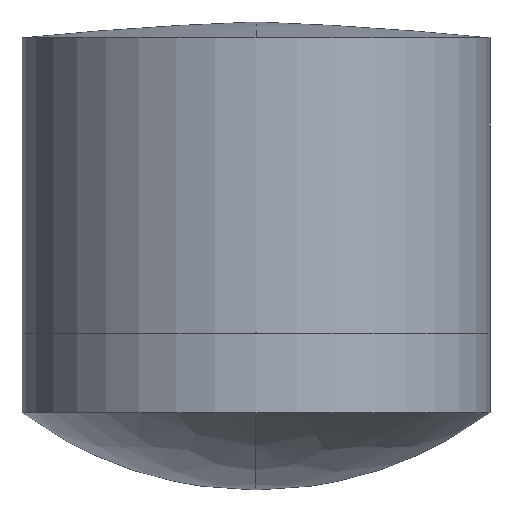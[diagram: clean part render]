
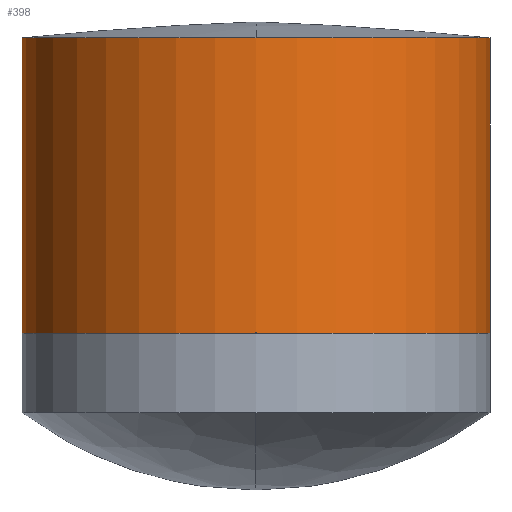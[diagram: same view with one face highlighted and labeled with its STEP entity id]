
A CAD part, front view. The second image highlights one B-rep face of the part: STEP entity #398.
In plain terms, the highlighted cylindrical face has radius 1 mm (diameter 2 mm), a partial arc.
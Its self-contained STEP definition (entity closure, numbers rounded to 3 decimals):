
#3 = EDGE_CURVE ( 'NONE', #271, #346, #7, .T. ) ;
#5 = CIRCLE ( 'NONE', #80, 1. ) ;
#7 = CIRCLE ( 'NONE', #145, 1. ) ;
#27 = CIRCLE ( 'NONE', #230, 1. ) ;
#40 = DIRECTION ( 'NONE',  ( 1., 0., 0. ) ) ;
#44 = EDGE_CURVE ( 'NONE', #346, #342, #353, .T. ) ;
#65 = DIRECTION ( 'NONE',  ( 0., 0., -1. ) ) ;
#78 = CARTESIAN_POINT ( 'NONE',  ( -1., 0., 1.932 ) ) ;
#80 = AXIS2_PLACEMENT_3D ( 'NONE', #89, #399, #100 ) ;
#87 = AXIS2_PLACEMENT_3D ( 'NONE', #500, #351, #40 ) ;
#89 = CARTESIAN_POINT ( 'NONE',  ( 0., 0., 1.932 ) ) ;
#96 = EDGE_CURVE ( 'NONE', #186, #406, #5, .T. ) ;
#100 = DIRECTION ( 'NONE',  ( 1., 0., 0. ) ) ;
#104 = ORIENTED_EDGE ( 'NONE', *, *, #96, .T. ) ;
#105 = ORIENTED_EDGE ( 'NONE', *, *, #326, .T. ) ;
#123 = DIRECTION ( 'NONE',  ( 0., 0., 1. ) ) ;
#145 = AXIS2_PLACEMENT_3D ( 'NONE', #382, #123, #237 ) ;
#186 = VERTEX_POINT ( 'NONE', #445 ) ;
#193 = DIRECTION ( 'NONE',  ( 1., 0., 0. ) ) ;
#195 = FACE_OUTER_BOUND ( 'NONE', #492, .T. ) ;
#199 = VERTEX_POINT ( 'NONE', #409 ) ;
#217 = DIRECTION ( 'NONE',  ( 0., 0., 1. ) ) ;
#226 = ORIENTED_EDGE ( 'NONE', *, *, #502, .F. ) ;
#230 = AXIS2_PLACEMENT_3D ( 'NONE', #329, #65, #417 ) ;
#237 = DIRECTION ( 'NONE',  ( 1., 0., 0. ) ) ;
#266 = ORIENTED_EDGE ( 'NONE', *, *, #3, .T. ) ;
#267 = DIRECTION ( 'NONE',  ( 0., 0., 1. ) ) ;
#271 = VERTEX_POINT ( 'NONE', #378 ) ;
#293 = VECTOR ( 'NONE', #217, 1000. ) ;
#306 = LINE ( 'NONE', #496, #335 ) ;
#326 = EDGE_CURVE ( 'NONE', #199, #186, #27, .T. ) ;
#329 = CARTESIAN_POINT ( 'NONE',  ( 0., 0., 1.932 ) ) ;
#334 = CARTESIAN_POINT ( 'NONE',  ( 1., 0., 0.67 ) ) ;
#335 = VECTOR ( 'NONE', #267, 1000. ) ;
#342 = VERTEX_POINT ( 'NONE', #411 ) ;
#345 = CYLINDRICAL_SURFACE ( 'NONE', #501, 1. ) ;
#346 = VERTEX_POINT ( 'NONE', #477 ) ;
#349 = EDGE_CURVE ( 'NONE', #342, #199, #407, .T. ) ;
#351 = DIRECTION ( 'NONE',  ( 0., 0., 1. ) ) ;
#353 = CIRCLE ( 'NONE', #87, 1. ) ;
#367 = ORIENTED_EDGE ( 'NONE', *, *, #349, .T. ) ;
#371 = ORIENTED_EDGE ( 'NONE', *, *, #44, .T. ) ;
#378 = CARTESIAN_POINT ( 'NONE',  ( -1., 0., 0.67 ) ) ;
#382 = CARTESIAN_POINT ( 'NONE',  ( 0., 0., 0.67 ) ) ;
#384 = DIRECTION ( 'NONE',  ( 0., 0., 1. ) ) ;
#398 = ADVANCED_FACE ( 'NONE', ( #195 ), #345, .T. ) ;
#399 = DIRECTION ( 'NONE',  ( 0., 0., -1. ) ) ;
#406 = VERTEX_POINT ( 'NONE', #78 ) ;
#407 = LINE ( 'NONE', #334, #293 ) ;
#409 = CARTESIAN_POINT ( 'NONE',  ( 1., 0., 1.932 ) ) ;
#411 = CARTESIAN_POINT ( 'NONE',  ( 1., 0., 0.67 ) ) ;
#417 = DIRECTION ( 'NONE',  ( 1., 0., 0. ) ) ;
#420 = CARTESIAN_POINT ( 'NONE',  ( 0., 0., 0.67 ) ) ;
#445 = CARTESIAN_POINT ( 'NONE',  ( 0., -1., 1.932 ) ) ;
#477 = CARTESIAN_POINT ( 'NONE',  ( 0., -1., 0.67 ) ) ;
#492 = EDGE_LOOP ( 'NONE', ( #226, #266, #371, #367, #105, #104 ) ) ;
#496 = CARTESIAN_POINT ( 'NONE',  ( -1., 0., 0.67 ) ) ;
#500 = CARTESIAN_POINT ( 'NONE',  ( 0., 0., 0.67 ) ) ;
#501 = AXIS2_PLACEMENT_3D ( 'NONE', #420, #384, #193 ) ;
#502 = EDGE_CURVE ( 'NONE', #271, #406, #306, .T. ) ;
